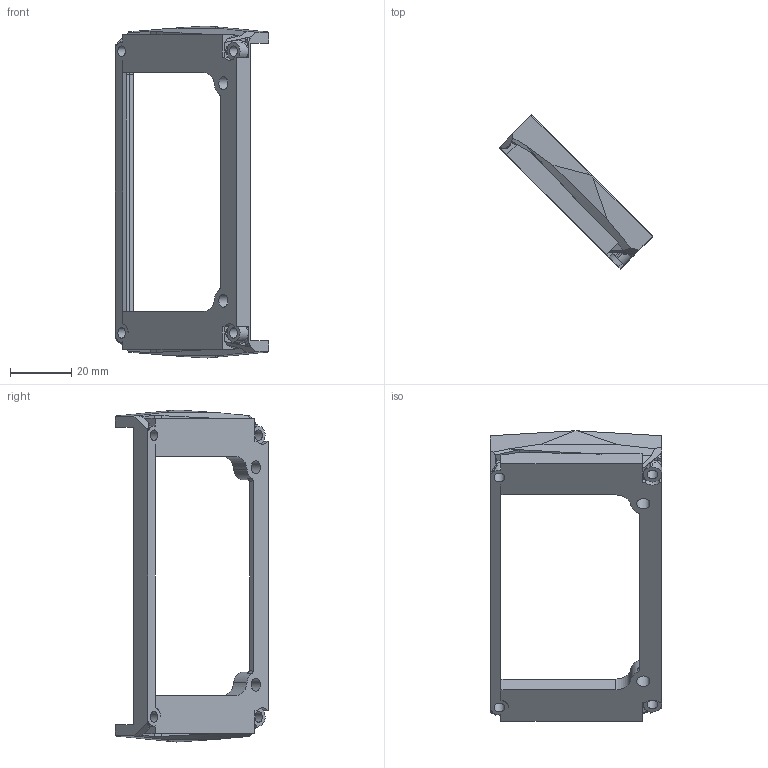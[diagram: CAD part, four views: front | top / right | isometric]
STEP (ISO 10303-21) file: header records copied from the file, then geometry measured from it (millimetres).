
FILE_DESCRIPTION(/* description */ ('Alibre Inc.'),/* implementation_level */ '2;1');
FILE_NAME(/* name */ 'TFT35 SPI 0.2 Mount v1.step',/* time_stamp */ '2024-11-12T16:53:31-05:00',/* author */ (''),/* organization */ (''),/* preprocessor_version */ 'ST-DEVELOPER v20',/* originating_system */ 'Autodesk Translation Framework v13.20.0.188',/* authorisation */ '');
FILE_SCHEMA (('AUTOMOTIVE_DESIGN { 1 0 10303 214 3 1 1 }'));
Length unit declared in the file: millimetre
Products named in the file (1): TFT35 SPI 0.2 Mount v1
Bounding box: 50.2 x 50.17 x 108.41 mm (x, y, z)
Surface area: 11100.6 mm2 (no closed solid volume)
Topology: 0 solids, 1 shells, 201 faces, 590 edges, 387 vertices
Faces by surface type: plane 110, cylinder 48, bspline 39, cone 4
Full cylindrical faces by diameter (mm): 3.5 x4, 4.25 x2
Entity records: 10007 total; most frequent: CARTESIAN_POINT 4908, ORIENTED_EDGE 1182, DIRECTION 871, EDGE_CURVE 591, VERTEX_POINT 387, LINE 333, VECTOR 333, AXIS2_PLACEMENT_3D 269
